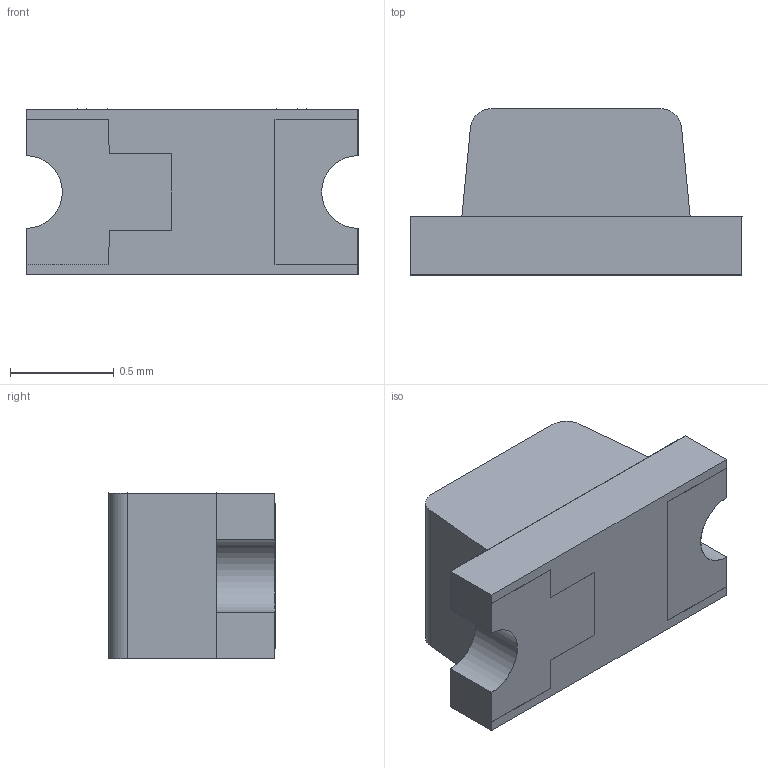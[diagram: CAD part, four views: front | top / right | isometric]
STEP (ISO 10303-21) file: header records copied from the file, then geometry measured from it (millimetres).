
FILE_DESCRIPTION (( 'STEP AP214' ), '1' );
FILE_NAME ('LTST-C190GKT.STEP', '2022-05-14T07:05:43', ( '' ), ( '' ), 'SwSTEP 2.0', 'SolidWorks 2018', '' );
FILE_SCHEMA (( 'AUTOMOTIVE_DESIGN' ));
Length unit declared in the file: millimetre
Products named in the file (1): LTST-C190GKT
Bounding box: 1.6 x 0.8 x 0.8 mm (x, y, z)
Volume: 0.8 mm3; surface area: 9.5 mm2
Topology: 7 solids, 7 shells, 60 faces, 138 edges, 92 vertices
Faces by surface type: plane 52, cylinder 8
Entity records: 2228 total; most frequent: CARTESIAN_POINT 291, DIRECTION 276, ORIENTED_EDGE 276, EDGE_CURVE 138, LINE 122, VECTOR 122, VERTEX_POINT 92, AXIS2_PLACEMENT_3D 77
